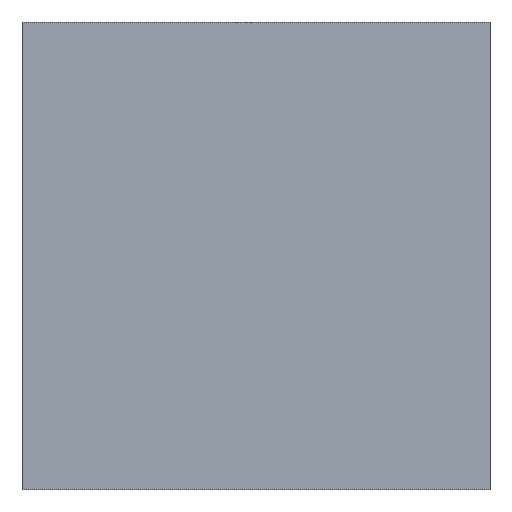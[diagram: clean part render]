
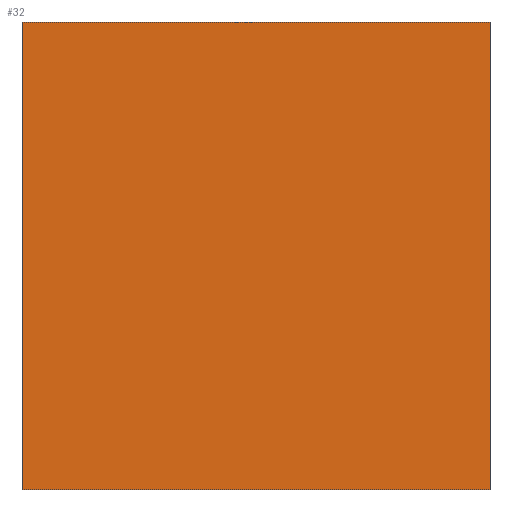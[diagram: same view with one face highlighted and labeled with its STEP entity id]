
A CAD part, top view. The second image highlights one B-rep face of the part: STEP entity #32.
In plain terms, the highlighted planar face has unit normal (0, 0, 1).
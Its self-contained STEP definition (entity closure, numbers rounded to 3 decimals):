
#32 = ADVANCED_FACE( '', ( #62 ), #63, .T. );
#62 = FACE_OUTER_BOUND( '', #87, .T. );
#63 = PLANE( '', #88 );
#87 = EDGE_LOOP( '', ( #111, #112, #113, #114 ) );
#88 = AXIS2_PLACEMENT_3D( '', #115, #116, #117 );
#111 = ORIENTED_EDGE( '', *, *, #156, .T. );
#112 = ORIENTED_EDGE( '', *, *, #157, .T. );
#113 = ORIENTED_EDGE( '', *, *, #158, .T. );
#114 = ORIENTED_EDGE( '', *, *, #159, .T. );
#115 = CARTESIAN_POINT( '', ( -500., -500., 0.25 ) );
#116 = DIRECTION( '', ( 0., 0., 1. ) );
#117 = DIRECTION( '', ( 1., 0., 0. ) );
#156 = EDGE_CURVE( '', #178, #179, #180, .T. );
#157 = EDGE_CURVE( '', #179, #181, #182, .T. );
#158 = EDGE_CURVE( '', #181, #183, #184, .T. );
#159 = EDGE_CURVE( '', #183, #178, #185, .T. );
#178 = VERTEX_POINT( '', #208 );
#179 = VERTEX_POINT( '', #209 );
#180 = LINE( '', #210, #211 );
#181 = VERTEX_POINT( '', #212 );
#182 = LINE( '', #213, #214 );
#183 = VERTEX_POINT( '', #215 );
#184 = LINE( '', #216, #217 );
#185 = LINE( '', #218, #219 );
#208 = CARTESIAN_POINT( '', ( -500., 500., 0.25 ) );
#209 = CARTESIAN_POINT( '', ( -500., -500., 0.25 ) );
#210 = CARTESIAN_POINT( '', ( -500., 500., 0.25 ) );
#211 = VECTOR( '', #236, 1000. );
#212 = CARTESIAN_POINT( '', ( 500., -500., 0.25 ) );
#213 = CARTESIAN_POINT( '', ( -500., -500., 0.25 ) );
#214 = VECTOR( '', #237, 1000. );
#215 = CARTESIAN_POINT( '', ( 500., 500., 0.25 ) );
#216 = CARTESIAN_POINT( '', ( 500., -500., 0.25 ) );
#217 = VECTOR( '', #238, 1000. );
#218 = CARTESIAN_POINT( '', ( 500., 500., 0.25 ) );
#219 = VECTOR( '', #239, 1000. );
#236 = DIRECTION( '', ( 0., -1., 0. ) );
#237 = DIRECTION( '', ( 1., 0., 0. ) );
#238 = DIRECTION( '', ( 0., 1., 0. ) );
#239 = DIRECTION( '', ( -1., 0., 0. ) );
